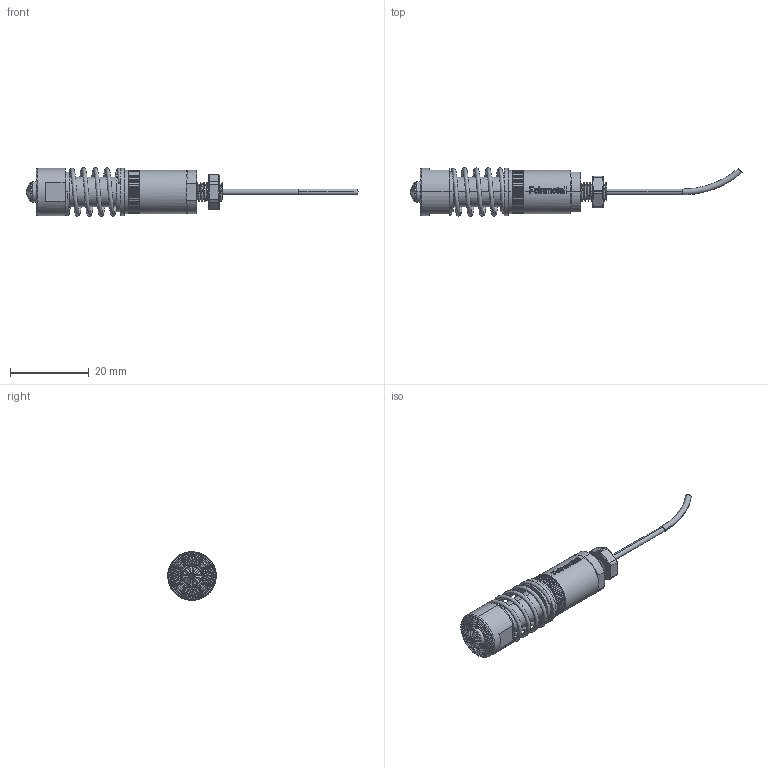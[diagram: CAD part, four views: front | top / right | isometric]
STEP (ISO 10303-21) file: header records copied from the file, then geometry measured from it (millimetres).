
FILE_DESCRIPTION (( 'STEP AP203' ), '1' );
FILE_NAME ('MOD-1860C007.step', '2015-07-09T11:00:46', ( 'firstrun' ), ( 'Hewlett-Packard Company' ), 'SwSTEP 2.0', 'SolidWorks 2012', '' );
FILE_SCHEMA (( 'CONFIG_CONTROL_DESIGN' ));
Length unit declared in the file: millimetre
Products named in the file (1): MOD-1860C007
Bounding box: 84.32 x 12.3 x 12.3 mm (x, y, z)
Volume: 3769.4 mm3; surface area: 2696.1 mm2
Topology: 1 solids, 1 shells, 1168 faces, 2795 edges, 1640 vertices
Faces by surface type: plane 703, cone 214, cylinder 164, bspline 71, torus 16
Entity records: 43427 total; most frequent: CARTESIAN_POINT 18010, ORIENTED_EDGE 5590, DIRECTION 5061, EDGE_CURVE 2795, AXIS2_PLACEMENT_3D 1954, VERTEX_POINT 1640, EDGE_LOOP 1181, FACE_OUTER_BOUND 1168
